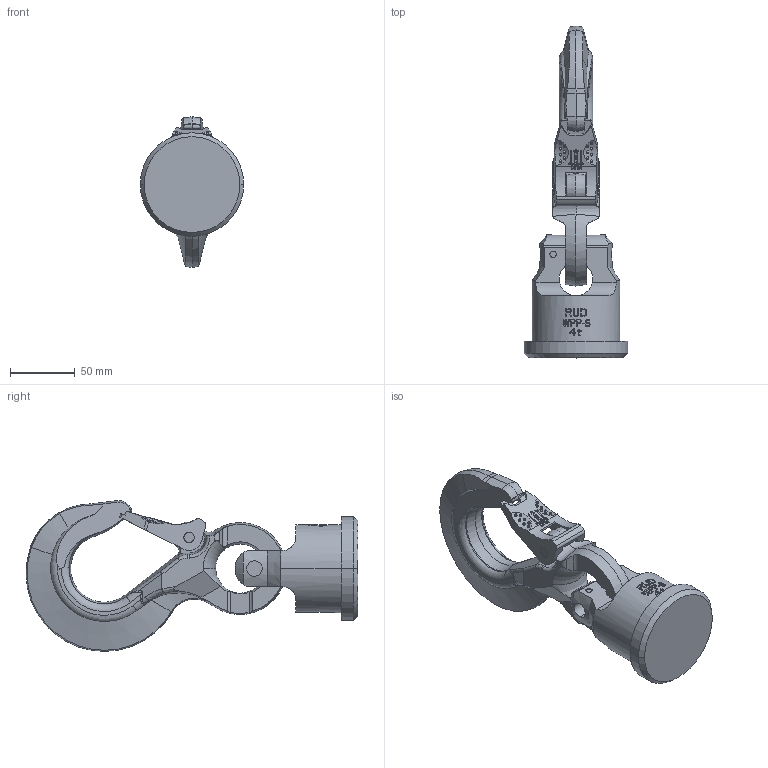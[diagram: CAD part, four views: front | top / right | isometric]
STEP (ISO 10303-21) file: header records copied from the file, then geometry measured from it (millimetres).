
FILE_DESCRIPTION((''),'2;1');
FILE_NAME('001-M31443-P22_ASM','2004-10-11T',('Haas'),(''),'PRO/ENGINEER BY PARAMETRIC TECHNOLOGY CORPORATION, 2003450','PRO/ENGINEER BY PARAMETRIC TECHNOLOGY CORPORATION, 2003450','');
FILE_SCHEMA(('CONFIG_CONTROL_DESIGN'));
Length unit declared in the file: millimetre
Products named in the file (6): 001-M31443-006; 001-M31443-013; 001-M31166-001; 001-M31192-001; 001-M31166-002_ASM; 001-M31443-P22_ASM
Assembly tree (5 placements, depth 3):
  001-M31443-P22_ASM
    001-M31443-006
    001-M31443-013
    001-M31166-002_ASM
      001-M31166-001
      001-M31192-001
Bounding box: 80 x 256.5 x 116.5 mm (x, y, z)
Volume: 463106.5 mm3; surface area: 79824.5 mm2
Topology: 4 solids, 4 shells, 676 faces, 1878 edges, 1220 vertices
Faces by surface type: plane 457, cylinder 113, cone 40, sphere 30, bspline 20, torus 16
Entity records: 23281 total; most frequent: CARTESIAN_POINT 6734, ORIENTED_EDGE 3700, DIRECTION 3019, EDGE_CURVE 1850, VERTEX_POINT 1220, AXIS2_PLACEMENT_3D 1033, VECTOR 953, LINE 953
